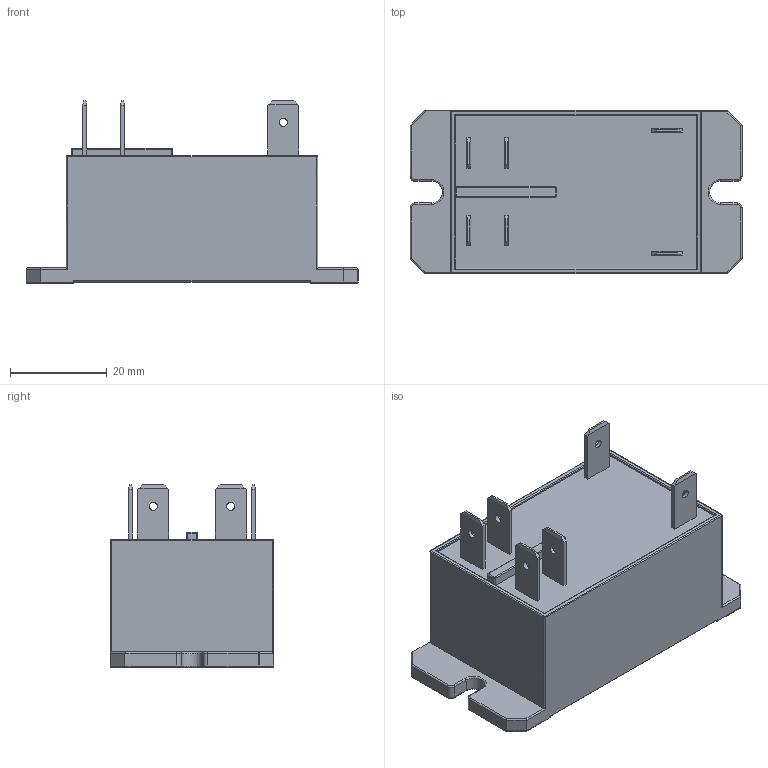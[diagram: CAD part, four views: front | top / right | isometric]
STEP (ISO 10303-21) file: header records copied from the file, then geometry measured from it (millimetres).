
FILE_DESCRIPTION(/* description */ (''),/* implementation_level */ '2;1');
FILE_NAME(/* name */ '3d_HR8020.stp',/* time_stamp */ '2022-10-10T18:09:51+02:00',/* author */ (''),/* organization */ (''),/* preprocessor_version */ 'ST-DEVELOPER v16.7',/* originating_system */ 'SIEMENS PLM Software NX 12.0',/* authorisation */ '');
FILE_SCHEMA (('AUTOMOTIVE_DESIGN { 1 0 10303 214 3 1 1 1 }'));
Length unit declared in the file: millimetre
Products named in the file (1): Rugg79FC1B02ixl1
Bounding box: 68.6 x 33.7 x 37.8 mm (x, y, z)
Surface area: 10216.2 mm2 (no closed solid volume)
Topology: 0 solids, 1 shells, 183 faces, 458 edges, 274 vertices
Faces by surface type: plane 89, cylinder 68, torus 12, sphere 10, bspline 4
Full cylindrical faces by diameter (mm): 1.7 x6
Entity records: 5322 total; most frequent: CARTESIAN_POINT 948, DIRECTION 932, ORIENTED_EDGE 872, EDGE_CURVE 436, AXIS2_PLACEMENT_3D 316, LINE 300, VECTOR 300, VERTEX_POINT 268
